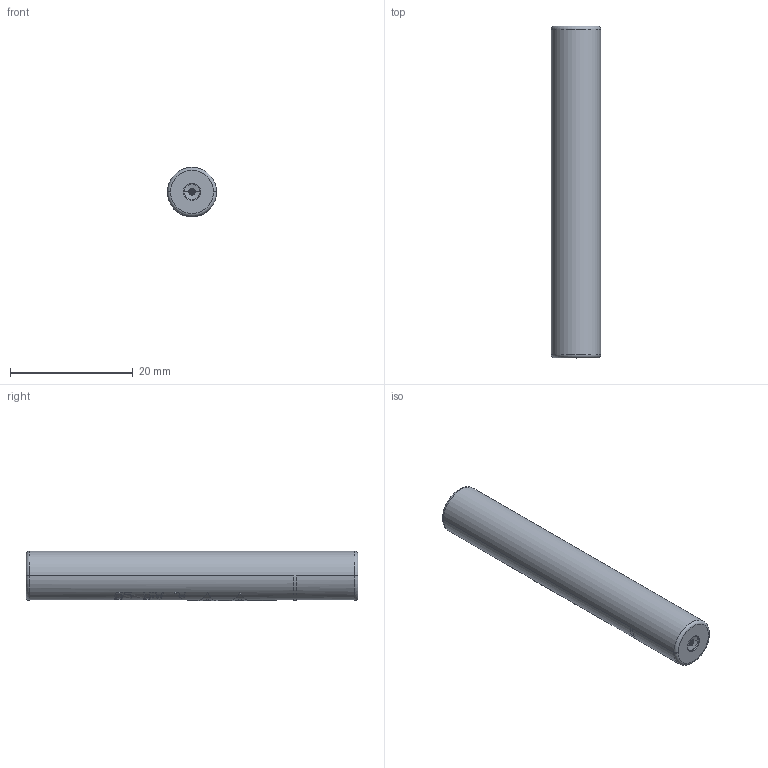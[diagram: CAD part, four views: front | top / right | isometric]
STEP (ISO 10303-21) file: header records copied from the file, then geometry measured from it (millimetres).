
FILE_DESCRIPTION((''),'2;1');
FILE_NAME('00111982902','2020-05-26T',('presta_be4'),(''),'CREO PARAMETRIC BY PTC INC, 2018360','CREO PARAMETRIC BY PTC INC, 2018360','');
FILE_SCHEMA(('CONFIG_CONTROL_DESIGN'));
Length unit declared in the file: millimetre
Products named in the file (1): 00111982902
Bounding box: 8 x 54 x 8.05 mm (x, y, z)
Volume: 1808.6 mm3; surface area: 3363.5 mm2
Topology: 1 solids, 4 shells, 866 faces, 2296 edges, 1496 vertices
Faces by surface type: plane 587, cylinder 177, torus 48, cone 42, bspline 12
Entity records: 28614 total; most frequent: CARTESIAN_POINT 8160, ORIENTED_EDGE 4592, DIRECTION 3766, EDGE_CURVE 2296, VERTEX_POINT 1496, AXIS2_PLACEMENT_3D 1414, EDGE_LOOP 942, VECTOR 938
